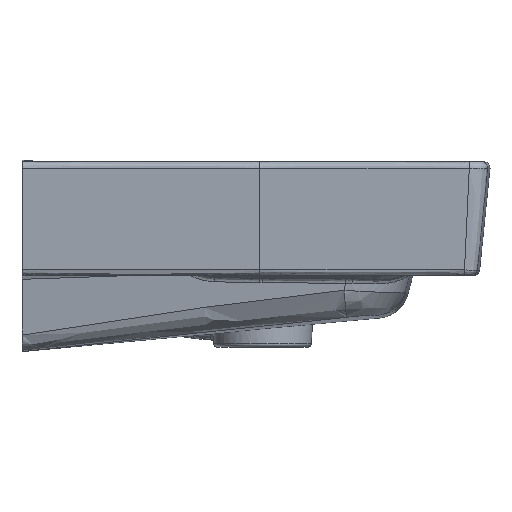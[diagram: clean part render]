
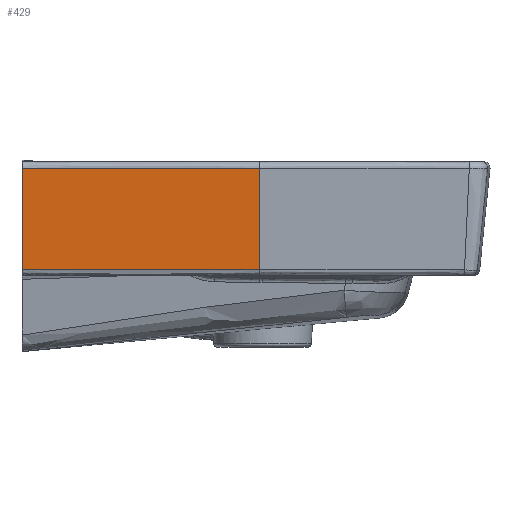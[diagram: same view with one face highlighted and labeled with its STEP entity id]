
A CAD part, left-side view. The second image highlights one B-rep face of the part: STEP entity #429.
In plain terms, the highlighted free-form (B-spline) face has degree [3, 3] with [6, 12] control points.
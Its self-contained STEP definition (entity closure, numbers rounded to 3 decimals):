
#155=B_SPLINE_SURFACE_WITH_KNOTS('',3,3,((#19425,#19426,#19427,#19428,#19429,
#19430,#19431,#19432,#19433,#19434,#19435,#19436),(#19437,#19438,#19439,
#19440,#19441,#19442,#19443,#19444,#19445,#19446,#19447,#19448),(#19449,
#19450,#19451,#19452,#19453,#19454,#19455,#19456,#19457,#19458,#19459,#19460),
(#19461,#19462,#19463,#19464,#19465,#19466,#19467,#19468,#19469,#19470,
#19471,#19472),(#19473,#19474,#19475,#19476,#19477,#19478,#19479,#19480,
#19481,#19482,#19483,#19484),(#19485,#19486,#19487,#19488,#19489,#19490,
#19491,#19492,#19493,#19494,#19495,#19496)),.UNSPECIFIED.,.F.,.F.,.F.,(4,
1,1,4),(4,1,1,1,1,1,1,1,1,4),(0.,0.252,0.85,1.),
(0.,0.2,0.6,0.7,0.8,0.9,0.95,0.975,0.988,1.),.UNSPECIFIED.);
#239=(
BOUNDED_CURVE()
B_SPLINE_CURVE(3,(#19419,#19420,#19421,#19422,#19423,#19424),
 .UNSPECIFIED.,.F.,.F.)
B_SPLINE_CURVE_WITH_KNOTS((4,2,4),(0.,0.503,1.),
 .UNSPECIFIED.)
CURVE()
GEOMETRIC_REPRESENTATION_ITEM()
RATIONAL_B_SPLINE_CURVE((1.,1.,1.,1.,1.,1.))
REPRESENTATION_ITEM('')
);
#429=ADVANCED_FACE('',(#802),#155,.F.);
#802=FACE_OUTER_BOUND('',#1037,.T.);
#1037=EDGE_LOOP('',(#2250,#2251,#2252,#2253));
#1197=B_SPLINE_CURVE_WITH_KNOTS('',3,(#5416,#5417,#5418,#5419),
 .UNSPECIFIED.,.F.,.F.,(4,4),(0.,1.),.UNSPECIFIED.);
#1387=B_SPLINE_CURVE_WITH_KNOTS('',3,(#18708,#18709,#18710,#18711),
 .UNSPECIFIED.,.F.,.F.,(4,4),(0.,1.),.UNSPECIFIED.);
#1401=B_SPLINE_CURVE_WITH_KNOTS('',3,(#19335,#19336,#19337,#19338,#19339),
 .UNSPECIFIED.,.F.,.F.,(4,1,4),(0.,1.,1.),.UNSPECIFIED.);
#2250=ORIENTED_EDGE('',*,*,#3110,.T.);
#2251=ORIENTED_EDGE('',*,*,#3396,.F.);
#2252=ORIENTED_EDGE('',*,*,#3394,.T.);
#2253=ORIENTED_EDGE('',*,*,#3371,.T.);
#2735=VERTEX_POINT('',#5415);
#2736=VERTEX_POINT('',#5420);
#2897=VERTEX_POINT('',#18613);
#2911=VERTEX_POINT('',#19340);
#3110=EDGE_CURVE('',#2736,#2735,#1197,.T.);
#3371=EDGE_CURVE('',#2897,#2736,#1387,.T.);
#3394=EDGE_CURVE('',#2911,#2897,#1401,.T.);
#3396=EDGE_CURVE('',#2911,#2735,#239,.T.);
#5415=CARTESIAN_POINT('',(-218.912,0.,-85.475));
#5416=CARTESIAN_POINT('',(-223.4,0.,-5.082));
#5417=CARTESIAN_POINT('',(-222.963,0.,-31.885));
#5418=CARTESIAN_POINT('',(-221.468,0.,-58.711));
#5419=CARTESIAN_POINT('',(-218.912,0.,-85.475));
#5420=CARTESIAN_POINT('',(-223.4,0.,-5.082));
#18613=CARTESIAN_POINT('',(-224.925,-187.8,-5.082));
#18708=CARTESIAN_POINT('',(-224.925,-187.8,-5.081));
#18709=CARTESIAN_POINT('',(-224.925,-125.197,-5.09));
#18710=CARTESIAN_POINT('',(-224.467,-62.594,-5.091));
#18711=CARTESIAN_POINT('',(-223.4,0.,-5.082));
#19335=CARTESIAN_POINT('',(-220.442,-187.8,-85.475));
#19336=CARTESIAN_POINT('',(-222.991,-187.8,-58.758));
#19337=CARTESIAN_POINT('',(-224.488,-187.8,-31.932));
#19338=CARTESIAN_POINT('',(-224.925,-187.8,-5.09));
#19339=CARTESIAN_POINT('',(-224.925,-187.8,-5.081));
#19340=CARTESIAN_POINT('',(-220.442,-187.8,-85.475));
#19419=CARTESIAN_POINT('',(-220.442,-187.8,-85.475));
#19420=CARTESIAN_POINT('',(-220.442,-156.304,-85.475));
#19421=CARTESIAN_POINT('',(-220.352,-124.798,-85.475));
#19422=CARTESIAN_POINT('',(-219.838,-62.195,-85.475));
#19423=CARTESIAN_POINT('',(-219.444,-31.096,-85.475));
#19424=CARTESIAN_POINT('',(-218.912,0.,-85.475));
#19425=CARTESIAN_POINT('',(-214.324,45.382,-119.162));
#19426=CARTESIAN_POINT('',(-214.644,29.839,-119.204));
#19427=CARTESIAN_POINT('',(-215.529,-16.793,-119.318));
#19428=CARTESIAN_POINT('',(-216.202,-71.202,-119.405));
#19429=CARTESIAN_POINT('',(-216.523,-117.841,-119.447));
#19430=CARTESIAN_POINT('',(-216.632,-141.16,-119.461));
#19431=CARTESIAN_POINT('',(-216.68,-160.593,-119.467));
#19432=CARTESIAN_POINT('',(-216.692,-174.197,-119.468));
#19433=CARTESIAN_POINT('',(-216.691,-180.998,-119.468));
#19434=CARTESIAN_POINT('',(-216.69,-184.885,-119.468));
#19435=CARTESIAN_POINT('',(-216.688,-186.828,-119.468));
#19436=CARTESIAN_POINT('',(-216.688,-187.8,-119.468));
#19437=CARTESIAN_POINT('',(-215.714,45.329,-107.919));
#19438=CARTESIAN_POINT('',(-216.035,29.789,-107.957));
#19439=CARTESIAN_POINT('',(-216.92,-16.831,-108.062));
#19440=CARTESIAN_POINT('',(-217.594,-71.228,-108.141));
#19441=CARTESIAN_POINT('',(-217.916,-117.856,-108.179));
#19442=CARTESIAN_POINT('',(-218.025,-141.171,-108.192));
#19443=CARTESIAN_POINT('',(-218.073,-160.6,-108.198));
#19444=CARTESIAN_POINT('',(-218.084,-174.2,-108.199));
#19445=CARTESIAN_POINT('',(-218.084,-181.,-108.199));
#19446=CARTESIAN_POINT('',(-218.083,-184.886,-108.199));
#19447=CARTESIAN_POINT('',(-218.081,-186.829,-108.199));
#19448=CARTESIAN_POINT('',(-218.081,-187.8,-108.199));
#19449=CARTESIAN_POINT('',(-219.976,45.167,-70.005));
#19450=CARTESIAN_POINT('',(-220.298,29.638,-70.031));
#19451=CARTESIAN_POINT('',(-221.187,-16.95,-70.102));
#19452=CARTESIAN_POINT('',(-221.864,-71.31,-70.157));
#19453=CARTESIAN_POINT('',(-222.186,-117.905,-70.182));
#19454=CARTESIAN_POINT('',(-222.296,-141.203,-70.191));
#19455=CARTESIAN_POINT('',(-222.345,-160.619,-70.195));
#19456=CARTESIAN_POINT('',(-222.356,-174.209,-70.196));
#19457=CARTESIAN_POINT('',(-222.356,-181.005,-70.196));
#19458=CARTESIAN_POINT('',(-222.355,-184.888,-70.196));
#19459=CARTESIAN_POINT('',(-222.352,-186.829,-70.196));
#19460=CARTESIAN_POINT('',(-222.352,-187.8,-70.196));
#19461=CARTESIAN_POINT('',(-222.479,45.071,-25.186));
#19462=CARTESIAN_POINT('',(-222.802,29.549,-25.198));
#19463=CARTESIAN_POINT('',(-223.693,-17.02,-25.23));
#19464=CARTESIAN_POINT('',(-224.371,-71.357,-25.255));
#19465=CARTESIAN_POINT('',(-224.695,-117.934,-25.266));
#19466=CARTESIAN_POINT('',(-224.805,-141.222,-25.27));
#19467=CARTESIAN_POINT('',(-224.853,-160.63,-25.272));
#19468=CARTESIAN_POINT('',(-224.865,-174.215,-25.272));
#19469=CARTESIAN_POINT('',(-224.865,-181.007,-25.272));
#19470=CARTESIAN_POINT('',(-224.864,-184.889,-25.272));
#19471=CARTESIAN_POINT('',(-224.861,-186.83,-25.272));
#19472=CARTESIAN_POINT('',(-224.861,-187.8,-25.272));
#19473=CARTESIAN_POINT('',(-222.696,45.063,8.344));
#19474=CARTESIAN_POINT('',(-223.019,29.541,8.343));
#19475=CARTESIAN_POINT('',(-223.909,-17.026,8.34));
#19476=CARTESIAN_POINT('',(-224.588,-71.361,8.338));
#19477=CARTESIAN_POINT('',(-224.911,-117.936,8.337));
#19478=CARTESIAN_POINT('',(-225.021,-141.224,8.337));
#19479=CARTESIAN_POINT('',(-225.07,-160.631,8.336));
#19480=CARTESIAN_POINT('',(-225.081,-174.215,8.336));
#19481=CARTESIAN_POINT('',(-225.082,-181.008,8.336));
#19482=CARTESIAN_POINT('',(-225.081,-184.889,8.336));
#19483=CARTESIAN_POINT('',(-225.078,-186.83,8.336));
#19484=CARTESIAN_POINT('',(-225.078,-187.8,8.336));
#19485=CARTESIAN_POINT('',(-222.689,45.063,15.051));
#19486=CARTESIAN_POINT('',(-223.012,29.541,15.052));
#19487=CARTESIAN_POINT('',(-223.903,-17.026,15.055));
#19488=CARTESIAN_POINT('',(-224.581,-71.361,15.057));
#19489=CARTESIAN_POINT('',(-224.904,-117.936,15.058));
#19490=CARTESIAN_POINT('',(-225.015,-141.224,15.059));
#19491=CARTESIAN_POINT('',(-225.063,-160.631,15.059));
#19492=CARTESIAN_POINT('',(-225.075,-174.215,15.059));
#19493=CARTESIAN_POINT('',(-225.075,-181.008,15.059));
#19494=CARTESIAN_POINT('',(-225.074,-184.889,15.059));
#19495=CARTESIAN_POINT('',(-225.072,-186.83,15.059));
#19496=CARTESIAN_POINT('',(-225.072,-187.8,15.059));
